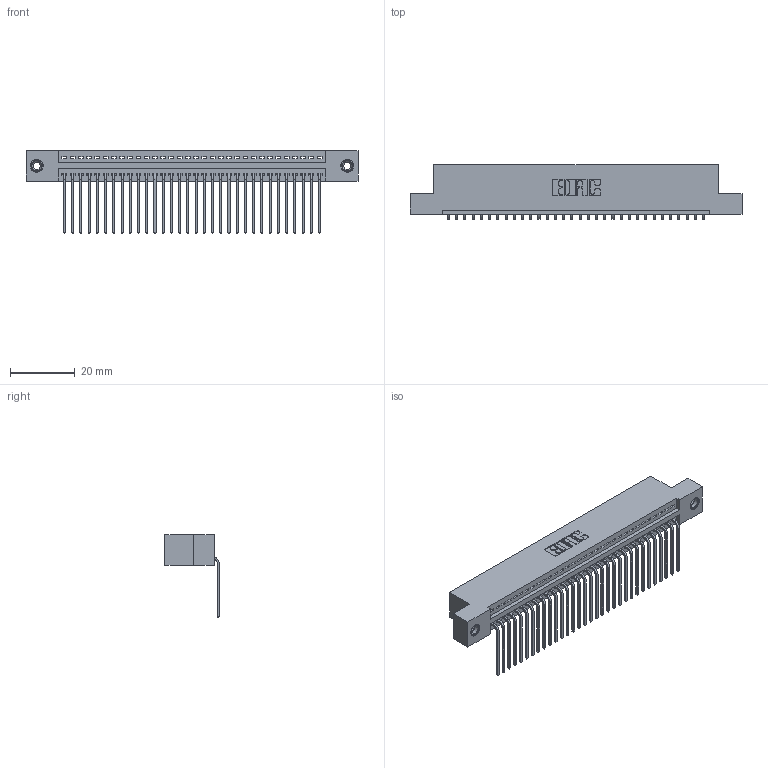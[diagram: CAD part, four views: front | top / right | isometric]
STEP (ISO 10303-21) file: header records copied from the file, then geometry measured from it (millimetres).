
FILE_DESCRIPTION (( 'STEP AP203' ), '1' );
FILE_NAME ('345-032-559-108.STEP', '2019-10-07T15:01:18', ( '' ), ( '' ), 'SwSTEP 2.0', 'SolidWorks 2016', '' );
FILE_SCHEMA (( 'CONFIG_CONTROL_DESIGN' ));
Length unit declared in the file: inch
Products named in the file (4): 345 Part_Flush Mounting Lugs - 0.156 Dia-TI; 345-032-559-108; 345-292-001_558 559 Tail - 1; 345-250-001_345-250-003-102
Assembly tree (35 placements, depth 2):
  345-032-559-108
    345 Part_Flush Mounting Lugs - 0.156 Dia-TI
    345-292-001_558 559 Tail - 1  x32
    345-250-001_345-250-003-102  x2
Bounding box: 102.49 x 16.75 x 25.53 mm (x, y, z)
Volume: 9752.7 mm3; surface area: 13470.2 mm2
Topology: 35 solids, 35 shells, 2106 faces, 6301 edges, 4150 vertices
Faces by surface type: plane 1456, cylinder 634, cone 12, torus 4
Entity records: 26700 total; most frequent: CARTESIAN_POINT 4607, ORIENTED_EDGE 4566, DIRECTION 4065, EDGE_CURVE 2283, VECTOR 2003, LINE 2003, VERTEX_POINT 1516, AXIS2_PLACEMENT_3D 1031
